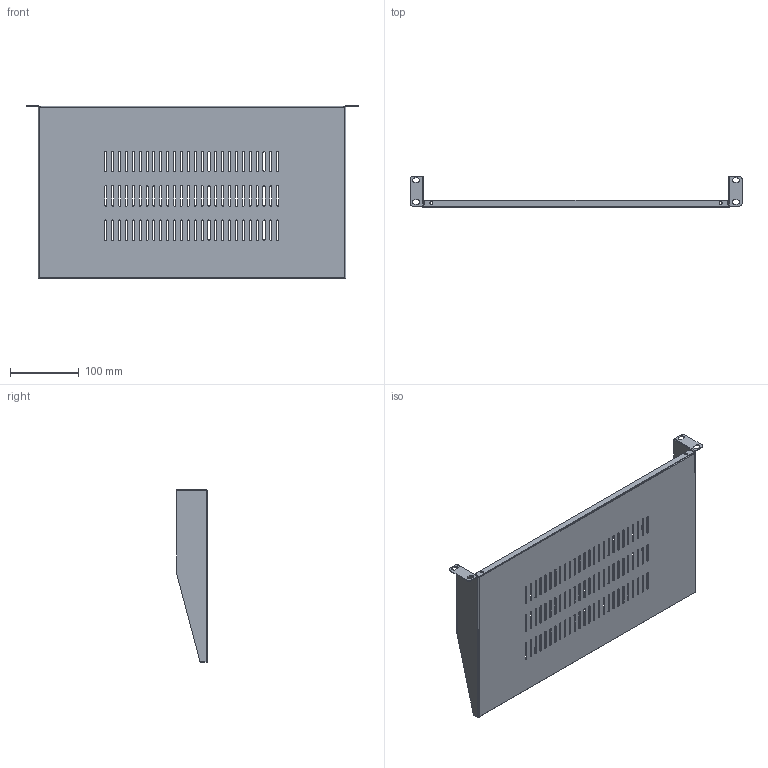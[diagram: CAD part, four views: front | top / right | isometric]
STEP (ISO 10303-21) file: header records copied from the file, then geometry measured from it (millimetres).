
FILE_DESCRIPTION (( 'STEP AP214' ), '1' );
FILE_NAME ('LC1UCSS250D_3D.step', '2025-07-08T21:40:28', ( '' ), ( '' ), 'SwSTEP 2.0', 'SolidWorks 2022', '' );
FILE_SCHEMA (( 'AUTOMOTIVE_DESIGN' ));
Length unit declared in the file: millimetre
Products named in the file (1): LC1UCSS250D_3D
Bounding box: 482.6 x 44 x 251.4 mm (x, y, z)
Volume: 156650 mm3; surface area: 269145.6 mm2
Topology: 1 solids, 1 shells, 482 faces, 1404 edges, 924 vertices
Faces by surface type: cylinder 272, plane 210
Entity records: 16466 total; most frequent: DIRECTION 2918, CARTESIAN_POINT 2811, ORIENTED_EDGE 2808, EDGE_CURVE 1404, AXIS2_PLACEMENT_3D 1031, VERTEX_POINT 924, VECTOR 856, LINE 856
